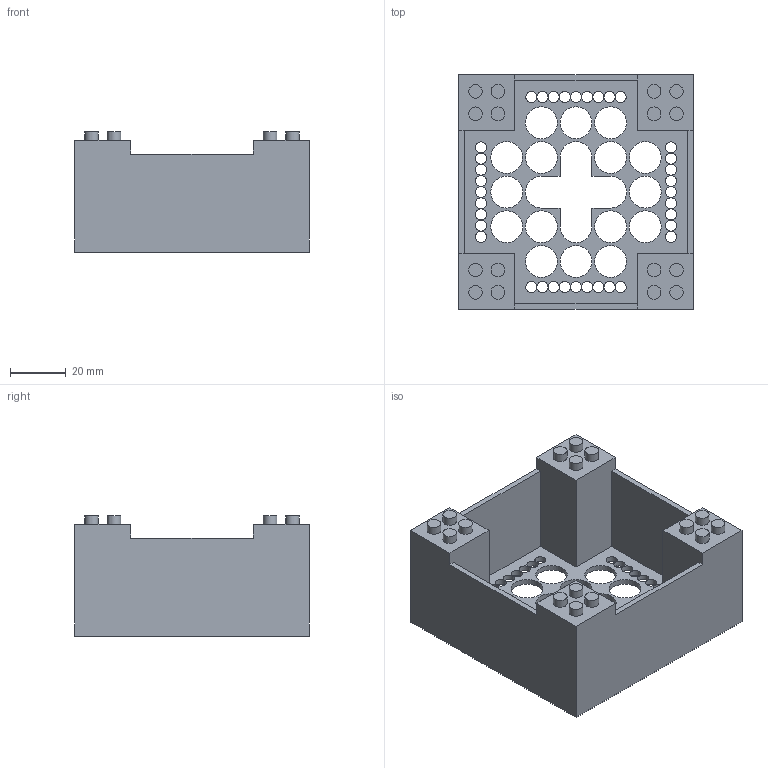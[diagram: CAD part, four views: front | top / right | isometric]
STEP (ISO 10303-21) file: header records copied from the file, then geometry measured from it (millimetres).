
FILE_DESCRIPTION(('FreeCAD Model'),'2;1');
FILE_NAME('Turtles_Filter_Stage_1.step', '2015-05-09T16:58:50',('Author'),(''), 'Open CASCADE STEP processor 6.7','FreeCAD','Unknown');
FILE_SCHEMA(('AUTOMOTIVE_DESIGN_CC2 { 1 2 10303 214 -1 1 5 4 }'));
Length unit declared in the file: millimetre
Products named in the file (1): Center_Flow_Pocket
Bounding box: 84 x 84 x 43 mm (x, y, z)
Volume: 79055.3 mm3; surface area: 37102.3 mm2
Topology: 1 solids, 1 shells, 150 faces, 466 edges, 294 vertices
Faces by surface type: cylinder 76, plane 74
Full cylindrical faces by diameter (mm): 4 x36, 4.9 x16, 6.5 x4, 11.4 x16
Entity records: 11491 total; most frequent: CARTESIAN_POINT 2763, DIRECTION 1628, ORIENTED_EDGE 868, PCURVE 868, DEFINITIONAL_REPRESENTATION 868, LINE 858, VECTOR 858, EDGE_CURVE 434
